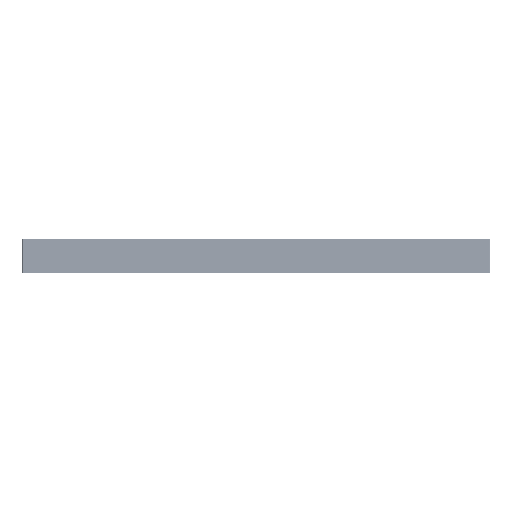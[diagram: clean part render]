
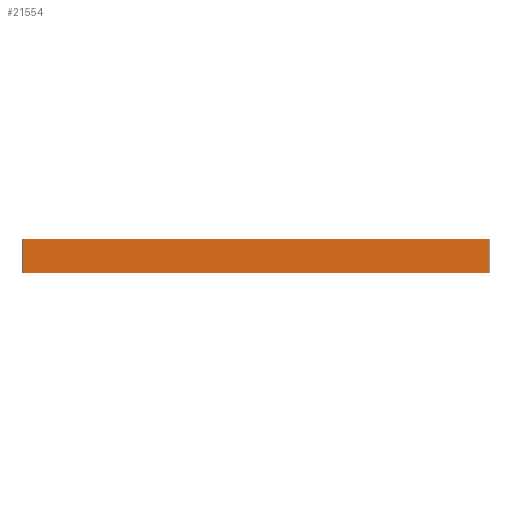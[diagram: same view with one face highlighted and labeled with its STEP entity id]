
A CAD part, left-side view. The second image highlights one B-rep face of the part: STEP entity #21554.
In plain terms, the highlighted planar face has unit normal (-1, 0, 0).
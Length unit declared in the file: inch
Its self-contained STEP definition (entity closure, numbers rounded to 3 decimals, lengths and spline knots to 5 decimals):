
#2412=FACE_OUTER_BOUND('',#4793,.T.);
#4793=EDGE_LOOP('',(#16377,#16378,#16379,#16380));
#6655=LINE('',#33948,#7629);
#6666=LINE('',#34935,#7640);
#6695=LINE('',#35975,#7669);
#6696=LINE('',#35977,#7670);
#7629=VECTOR('',#26308,0.3937);
#7640=VECTOR('',#27285,0.3937);
#7669=VECTOR('',#28356,0.3937);
#7670=VECTOR('',#28359,0.3937);
#10506=VERTEX_POINT('',#33945);
#10507=VERTEX_POINT('',#33947);
#10999=VERTEX_POINT('',#34932);
#11000=VERTEX_POINT('',#34934);
#12422=EDGE_CURVE('',#10506,#10507,#6655,.T.);
#12915=EDGE_CURVE('',#10999,#11000,#6666,.T.);
#13433=EDGE_CURVE('',#10507,#10999,#6695,.T.);
#13434=EDGE_CURVE('',#11000,#10506,#6696,.T.);
#16377=ORIENTED_EDGE('',*,*,#13433,.F.);
#16378=ORIENTED_EDGE('',*,*,#12422,.F.);
#16379=ORIENTED_EDGE('',*,*,#13434,.F.);
#16380=ORIENTED_EDGE('',*,*,#12915,.F.);
#21052=PLANE('',#23973);
#21554=ADVANCED_FACE('',(#2412),#21052,.T.);
#23973=AXIS2_PLACEMENT_3D('',#35976,#28357,#28358);
#26308=DIRECTION('',(0.,-1.,0.));
#27285=DIRECTION('',(0.,1.,0.));
#28356=DIRECTION('',(0.,0.,-1.));
#28357=DIRECTION('center_axis',(-1.,0.,0.));
#28358=DIRECTION('ref_axis',(0.,-1.,0.));
#28359=DIRECTION('',(0.,0.,1.));
#33945=CARTESIAN_POINT('',(-3.96218,9.84147,0.05));
#33947=CARTESIAN_POINT('',(-3.96218,-2.11024,0.05));
#33948=CARTESIAN_POINT('',(-3.96218,-2.13438,0.05));
#34932=CARTESIAN_POINT('',(-3.96218,-2.11024,-0.8));
#34934=CARTESIAN_POINT('',(-3.96218,9.84147,-0.8));
#34935=CARTESIAN_POINT('',(-3.96218,-2.13438,-0.8));
#35975=CARTESIAN_POINT('',(-3.96218,-2.11024,-0.8));
#35976=CARTESIAN_POINT('Origin',(-3.96218,9.86562,-0.8));
#35977=CARTESIAN_POINT('',(-3.96218,9.84147,-0.8));
